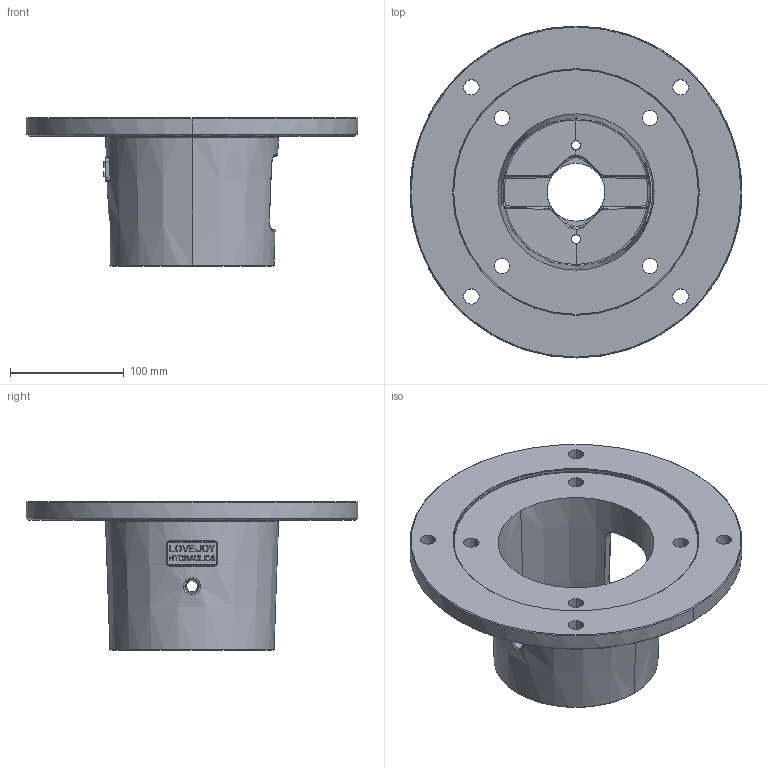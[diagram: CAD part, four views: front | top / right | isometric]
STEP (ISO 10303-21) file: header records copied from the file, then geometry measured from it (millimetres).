
FILE_DESCRIPTION((''),'2;1');
FILE_NAME('84527105203_ASM','2013-04-26T',('ppetruska'),(''),'PRO/ENGINEER BY PARAMETRIC TECHNOLOGY CORPORATION, 2012480','PRO/ENGINEER BY PARAMETRIC TECHNOLOGY CORPORATION, 2012480','');
FILE_SCHEMA(('CONFIG_CONTROL_DESIGN'));
Length unit declared in the file: inch
Products named in the file (3): 84527106036_AF2; 84527106044_AF1_ASM; 84527105203_ASM
Assembly tree (2 placements, depth 3):
  84527105203_ASM
    84527106044_AF1_ASM
      84527106036_AF2
Bounding box: 292.1 x 292.1 x 130.24 mm (x, y, z)
Volume: 1319008.6 mm3; surface area: 242972.4 mm2
Topology: 1 solids, 1 shells, 582 faces, 1553 edges, 996 vertices
Faces by surface type: plane 410, bspline 59, cylinder 57, cone 30, torus 18, extrusion 4, sphere 4
Entity records: 21240 total; most frequent: CARTESIAN_POINT 6923, ORIENTED_EDGE 3106, DIRECTION 2690, EDGE_CURVE 1553, VECTOR 1222, LINE 1218, VERTEX_POINT 996, AXIS2_PLACEMENT_3D 734
